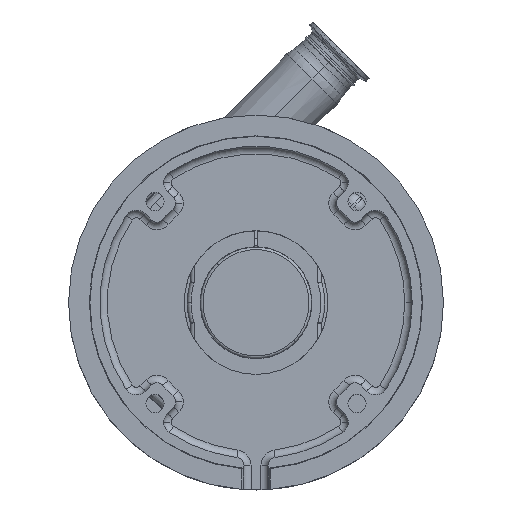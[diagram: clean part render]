
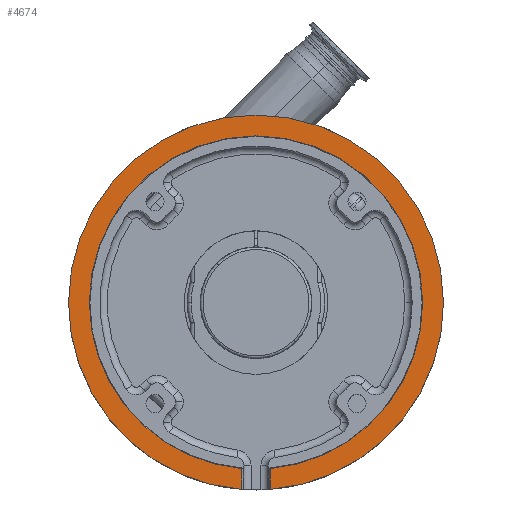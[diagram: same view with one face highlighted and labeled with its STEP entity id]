
A CAD part, top view. The second image highlights one B-rep face of the part: STEP entity #4674.
In plain terms, the highlighted planar face has unit normal (0, 0, 1).
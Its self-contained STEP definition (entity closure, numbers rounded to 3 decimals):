
#139 = DIRECTION ( 'NONE',  ( 0., 1., 0. ) ) ;
#659 = FACE_OUTER_BOUND ( 'NONE', #970, .T. ) ;
#970 = EDGE_LOOP ( 'NONE', ( #9906, #18669, #20786, #21225, #18346, #6358, #1695, #8832 ) ) ;
#1270 = EDGE_CURVE ( 'NONE', #1592, #2698, #5404, .T. ) ;
#1592 = VERTEX_POINT ( 'NONE', #18678 ) ;
#1695 = ORIENTED_EDGE ( 'NONE', *, *, #21817, .F. ) ;
#1723 = CARTESIAN_POINT ( 'NONE',  ( 0., 0., 197. ) ) ;
#2154 = CIRCLE ( 'NONE', #6109, 133.35 ) ;
#2255 = VECTOR ( 'NONE', #18132, 1000. ) ;
#2303 = VECTOR ( 'NONE', #139, 1000. ) ;
#2698 = VERTEX_POINT ( 'NONE', #10554 ) ;
#2960 = CARTESIAN_POINT ( 'NONE',  ( -11.528, -99.499, 197. ) ) ;
#3165 = AXIS2_PLACEMENT_3D ( 'NONE', #17072, #8601, #4914 ) ;
#3803 = DIRECTION ( 'NONE',  ( 1., 0., 0. ) ) ;
#4516 = DIRECTION ( 'NONE',  ( 0., 0., -1. ) ) ;
#4572 = VERTEX_POINT ( 'NONE', #18670 ) ;
#4674 = ADVANCED_FACE ( 'NONE', ( #659 ), #13980, .T. ) ;
#4914 = DIRECTION ( 'NONE',  ( -1., 0., 0. ) ) ;
#4979 = DIRECTION ( 'NONE',  ( -1., 0., 0. ) ) ;
#5404 = CIRCLE ( 'NONE', #17860, 150. ) ;
#5736 = AXIS2_PLACEMENT_3D ( 'NONE', #21702, #4516, #11105 ) ;
#5846 = AXIS2_PLACEMENT_3D ( 'NONE', #17208, #12406, #12618 ) ;
#6109 = AXIS2_PLACEMENT_3D ( 'NONE', #20368, #9925, #17029 ) ;
#6358 = ORIENTED_EDGE ( 'NONE', *, *, #20736, .F. ) ;
#7497 = CARTESIAN_POINT ( 'NONE',  ( 0., 0., 197. ) ) ;
#8188 = VERTEX_POINT ( 'NONE', #13013 ) ;
#8601 = DIRECTION ( 'NONE',  ( 0., 0., -1. ) ) ;
#8744 = EDGE_CURVE ( 'NONE', #8188, #1592, #15622, .T. ) ;
#8832 = ORIENTED_EDGE ( 'NONE', *, *, #1270, .F. ) ;
#9696 = VERTEX_POINT ( 'NONE', #19248 ) ;
#9699 = EDGE_CURVE ( 'NONE', #19766, #4572, #16390, .T. ) ;
#9708 = CARTESIAN_POINT ( 'NONE',  ( 11.528, -132.851, 197. ) ) ;
#9906 = ORIENTED_EDGE ( 'NONE', *, *, #8744, .F. ) ;
#9925 = DIRECTION ( 'NONE',  ( 0., 0., -1. ) ) ;
#10032 = CARTESIAN_POINT ( 'NONE',  ( -133.35, 0., 197. ) ) ;
#10554 = CARTESIAN_POINT ( 'NONE',  ( 150., 0., 197. ) ) ;
#11105 = DIRECTION ( 'NONE',  ( 1., 0., 0. ) ) ;
#11887 = CARTESIAN_POINT ( 'NONE',  ( 11.528, -170.402, 197. ) ) ;
#12406 = DIRECTION ( 'NONE',  ( 0., 0., -1. ) ) ;
#12409 = DIRECTION ( 'NONE',  ( 0., 0., 1. ) ) ;
#12618 = DIRECTION ( 'NONE',  ( -1., 0., 0. ) ) ;
#12874 = EDGE_CURVE ( 'NONE', #20530, #19766, #2154, .T. ) ;
#13013 = CARTESIAN_POINT ( 'NONE',  ( -11.528, -149.556, 197. ) ) ;
#13015 = LINE ( 'NONE', #2960, #2255 ) ;
#13212 = EDGE_CURVE ( 'NONE', #4572, #16511, #15362, .T. ) ;
#13327 = LINE ( 'NONE', #11887, #2303 ) ;
#13980 = PLANE ( 'NONE',  #19049 ) ;
#14246 = DIRECTION ( 'NONE',  ( 0., 0., -1. ) ) ;
#15362 = CIRCLE ( 'NONE', #5736, 133.35 ) ;
#15462 = CIRCLE ( 'NONE', #5846, 150. ) ;
#15622 = CIRCLE ( 'NONE', #3165, 150. ) ;
#16390 = CIRCLE ( 'NONE', #20336, 133.35 ) ;
#16511 = VERTEX_POINT ( 'NONE', #9708 ) ;
#17029 = DIRECTION ( 'NONE',  ( 1., 0., 0. ) ) ;
#17072 = CARTESIAN_POINT ( 'NONE',  ( 0., 0., 197. ) ) ;
#17208 = CARTESIAN_POINT ( 'NONE',  ( 0., 0., 197. ) ) ;
#17860 = AXIS2_PLACEMENT_3D ( 'NONE', #1723, #20376, #4979 ) ;
#18132 = DIRECTION ( 'NONE',  ( 0., -1., 0. ) ) ;
#18346 = ORIENTED_EDGE ( 'NONE', *, *, #13212, .T. ) ;
#18669 = ORIENTED_EDGE ( 'NONE', *, *, #19120, .F. ) ;
#18670 = CARTESIAN_POINT ( 'NONE',  ( 133.35, 0., 197. ) ) ;
#18678 = CARTESIAN_POINT ( 'NONE',  ( -150., 0., 197. ) ) ;
#18919 = CARTESIAN_POINT ( 'NONE',  ( 0., 0., 197. ) ) ;
#19030 = DIRECTION ( 'NONE',  ( 1., 0., 0. ) ) ;
#19049 = AXIS2_PLACEMENT_3D ( 'NONE', #7497, #12409, #3803 ) ;
#19120 = EDGE_CURVE ( 'NONE', #20530, #8188, #13015, .T. ) ;
#19248 = CARTESIAN_POINT ( 'NONE',  ( 11.528, -149.556, 197. ) ) ;
#19766 = VERTEX_POINT ( 'NONE', #10032 ) ;
#20336 = AXIS2_PLACEMENT_3D ( 'NONE', #18919, #14246, #19030 ) ;
#20368 = CARTESIAN_POINT ( 'NONE',  ( 0., 0., 197. ) ) ;
#20376 = DIRECTION ( 'NONE',  ( 0., 0., -1. ) ) ;
#20530 = VERTEX_POINT ( 'NONE', #21712 ) ;
#20736 = EDGE_CURVE ( 'NONE', #9696, #16511, #13327, .T. ) ;
#20786 = ORIENTED_EDGE ( 'NONE', *, *, #12874, .T. ) ;
#21225 = ORIENTED_EDGE ( 'NONE', *, *, #9699, .T. ) ;
#21702 = CARTESIAN_POINT ( 'NONE',  ( 0., 0., 197. ) ) ;
#21712 = CARTESIAN_POINT ( 'NONE',  ( -11.528, -132.851, 197. ) ) ;
#21817 = EDGE_CURVE ( 'NONE', #2698, #9696, #15462, .T. ) ;
